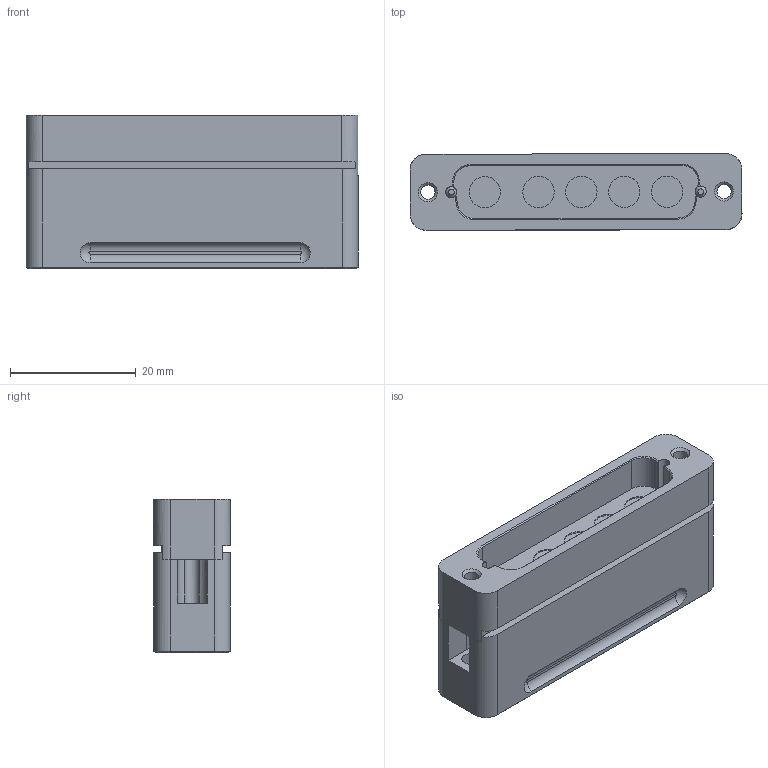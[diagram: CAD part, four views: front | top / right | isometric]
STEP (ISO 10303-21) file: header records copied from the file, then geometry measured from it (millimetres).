
FILE_DESCRIPTION(/* description */ ('Alibre Inc.'),/* implementation_level */ '2;1');
FILE_NAME(/* name */ 'export0',/* time_stamp */ '2014-05-15T10:41:32-07:00',/* author */ (''),/* organization */ (''),/* preprocessor_version */ 'ST-DEVELOPER v14',/* originating_system */ 'Alibre',/* authorisation */ '');
FILE_SCHEMA (('CONFIG_CONTROL_DESIGN'));
Length unit declared in the file: centimetre
Products named in the file (1): ID_1
Bounding box: 52.73 x 12.18 x 24.38 mm (x, y, z)
Volume: 12479.5 mm3; surface area: 6153.1 mm2
Topology: 1 solids, 1 shells, 150 faces, 386 edges, 247 vertices
Faces by surface type: plane 73, cylinder 44, cone 29, torus 4
Full cylindrical faces by diameter (mm): 1.778 x2, 2.184 x2, 2.261 x2, 2.362 x2, 2.946 x2, 4.978 x5, 6.248 x5
Entity records: 4057 total; most frequent: CARTESIAN_POINT 727, ORIENTED_EDGE 656, DIRECTION 622, EDGE_CURVE 328, AXIS2_PLACEMENT_3D 273, VERTEX_POINT 226, EDGE_LOOP 208, FACE_BOUND 208
